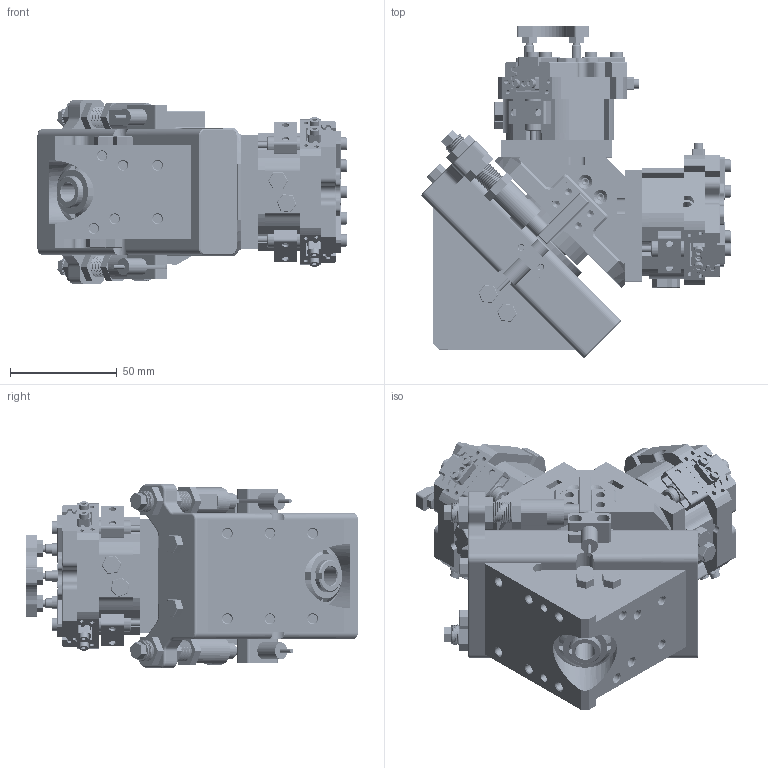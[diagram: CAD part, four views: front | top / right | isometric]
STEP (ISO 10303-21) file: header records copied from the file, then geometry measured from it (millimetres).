
FILE_DESCRIPTION (( 'STEP AP203' ), '1' );
FILE_NAME ('TG12-FZ34-68-180¡ã.STEP', '2025-03-27T08:54:27', ( 'USER-' ), ( 'Microsoft' ), 'SwSTEP 2.0', 'SolidWorks 2018', '' );
FILE_SCHEMA (( 'CONFIG_CONTROL_DESIGN' ));
Length unit declared in the file: millimetre
Products named in the file (52): TG12-W-G.sldasm-Part-75; TG12; TG12-W-02-G-B 眻褒輸; 内六角圆柱头螺钉[GBT70_1-2008][M2.5×8]_M2.5×8; TG12-W-G.sldasm-Part-83; 揤輸杅耀.sldasm-Part-9; TZT34-68-M-06 笢猾啣; TG12-W-G.sldasm-Part-78; TG12-W-G.sldasm-Part-72; TZT34-68-M-05 菁裔啣; TZT34-68-M-08 芢啣; 20241021-M3 換覜ん揤輸蛌; 蟀諉啣6; TG12-W-G.sldasm-Part-77; TG12-W-G.sldasm-Part-81; TG12-W-G.sldasm-Part-70; TG12-W-G.sldasm-Part-2; FZ34-68; TG12-W-G.sldasm-Part-4; TG12-W-G.sldasm-Part-87; TG12-W-G.sldasm-Part-1; 25x12-R3; TG12-W-G.sldasm-Part-6; TG12-W-G.sldasm-Part-5; TG12-W-G.sldasm-Part-8; TG12-FZ34-68-180°; TG12-W-G.sldasm-Part-11; TG12-W-G.sldasm-Part-69; 8x18諉輪羲壽; TG12-W-08-A 癹弇輸.step; TZT34-68-M-09 芢裝; TG12-W-G.sldasm-Part-74; 棠羲換覜ん; 揤輸; TG12-W-G.sldasm-Part-80; TG12-W-G.sldasm-Part-82; TG12-W-G.sldasm-Part-71; M4蹟譫尨砩; TG12-W-G.sldasm-Part-7; 16x8-R1.5 ...
Assembly tree (96 placements, depth 4):
  TG12-FZ34-68-180°
    TG12
      TG12-W-G.sldasm-Part-1
      TG12-W-G.sldasm-Part-2
      TG12-W-G.sldasm-Part-4
      TG12-W-G.sldasm-Part-5  x2
      TG12-W-G.sldasm-Part-6
      TG12-W-G.sldasm-Part-7
      TG12-W-G.sldasm-Part-8
      TG12-W-G.sldasm-Part-9
      TG12-W-G.sldasm-Part-10
      TG12-W-G.sldasm-Part-11
      TG12-W-G.sldasm-Part-13
      TG12-W-G.sldasm-Part-14
      TG12-W-G.sldasm-Part-69
      TG12-W-G.sldasm-Part-70
      TG12-W-G.sldasm-Part-71
      TG12-W-G.sldasm-Part-72
      TG12-W-G.sldasm-Part-73
      TG12-W-G.sldasm-Part-74
      TG12-W-G.sldasm-Part-75
      TG12-W-G.sldasm-Part-76
      TG12-W-G.sldasm-Part-77
      TG12-W-G.sldasm-Part-78
      TG12-W-G.sldasm-Part-79
      TG12-W-G.sldasm-Part-80
      TG12-W-G.sldasm-Part-81
      TG12-W-G.sldasm-Part-82
      TG12-W-G.sldasm-Part-83
      TG12-W-G.sldasm-Part-84
      TG12-W-02-G-B 眻褒輸
      TG12-W-G.sldasm-Part-87
      25x12-R3
      TG12-W-08-A 癹弇輸.step
    蟀諉啣6  x2
    TG12-W-G.sldasm-Part-8  x4
    FZ34-68
      TZT34-68-M-01 褲极
      TZT34-68-M-05 菁裔啣
      TZT34-68-M-02 喘倛賑輸  x3
      TZT34-68-M-06 笢猾啣
      8x18諉輪羲壽  x2
      20241021-M3 換覜ん揤輸蛌  x2
      16x8-R1.5
      棠羲換覜ん  x2
      ﾏ擎ﾗ6｡ﾁ4｡ﾁ5  x6
      揤輸  x3
        揤輸杅耀.sldasm-Part-9
        内六角圆柱头螺钉[GBT70_1-2008][M2.5×8]_M2.5×8
    FZ34-68-C18
      TZT34-68-M-01 褲极
      TZT34-68-M-05 菁裔啣
      TZT34-68-M-02 喘倛賑輸  x3
      TZT34-68-M-06 笢猾啣
      8x18諉輪羲壽  x2
      TZT34-68-M-09 芢裝  x3
      TZT34-68-M-08 芢啣
      20241021-M3 換覜ん揤輸蛌  x2
      M4蹟譫尨砩  x3
      16x8-R1.5
Bounding box: 144.61 x 155.26 x 86 mm (x, y, z)
Volume: 618937.7 mm3; surface area: 195629.2 mm2
Topology: 103 solids, 113 shells, 5293 faces, 13685 edges, 8768 vertices
Faces by surface type: plane 2404, cylinder 1750, cone 596, bspline 469, torus 70, sphere 4
Entity records: 137881 total; most frequent: CARTESIAN_POINT 57294, ORIENTED_EDGE 15966, DIRECTION 14202, EDGE_CURVE 7983, VERTEX_POINT 5193, VECTOR 4746, LINE 4746, AXIS2_PLACEMENT_3D 4728
